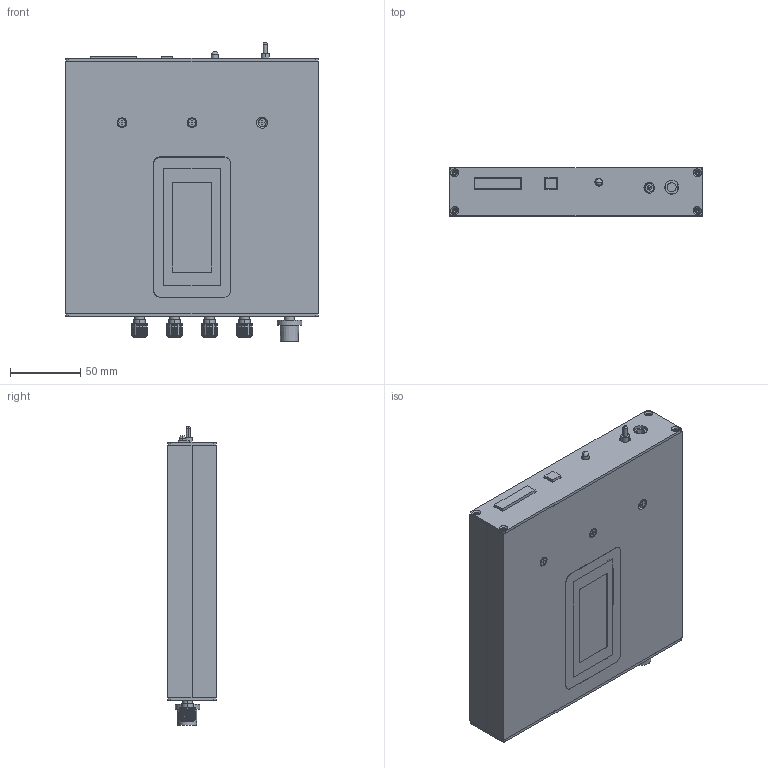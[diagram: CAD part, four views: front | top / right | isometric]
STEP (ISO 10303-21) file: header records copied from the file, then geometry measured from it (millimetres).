
FILE_DESCRIPTION((''),'2;1');
FILE_NAME('ASM100000_01_ASM','2014-03-13T',('Zhang'),(''),'PRO/ENGINEER BY PARAMETRIC TECHNOLOGY CORPORATION, 2004110','PRO/ENGINEER BY PARAMETRIC TECHNOLOGY CORPORATION, 2004110','');
FILE_SCHEMA(('CONFIG_CONTROL_DESIGN'));
Length unit declared in the file: millimetre
Products named in the file (12): 110021_01; 110021_02; 1004; 110022; 110023; 103013; 102002; 110024; CAP; 800501; LABLE1; ASM100000_01_ASM
Assembly tree (16 placements, depth 2):
  ASM100000_01_ASM
    110021_01
    110021_02
    1004
    110022
    110023
    103013  x4
    102002
    110024
    CAP
    800501  x3
    LABLE1
Bounding box: 180 x 34.5 x 213 mm (x, y, z)
Volume: 335344.3 mm3; surface area: 294784.9 mm2
Topology: 17 solids, 32 shells, 1029 faces, 2883 edges, 1904 vertices
Faces by surface type: plane 666, cylinder 290, cone 69, bspline 4
Entity records: 18170 total; most frequent: CARTESIAN_POINT 3675, ORIENTED_EDGE 2940, DIRECTION 2932, EDGE_CURVE 1494, VERTEX_POINT 992, AXIS2_PLACEMENT_3D 985, VECTOR 962, LINE 962
